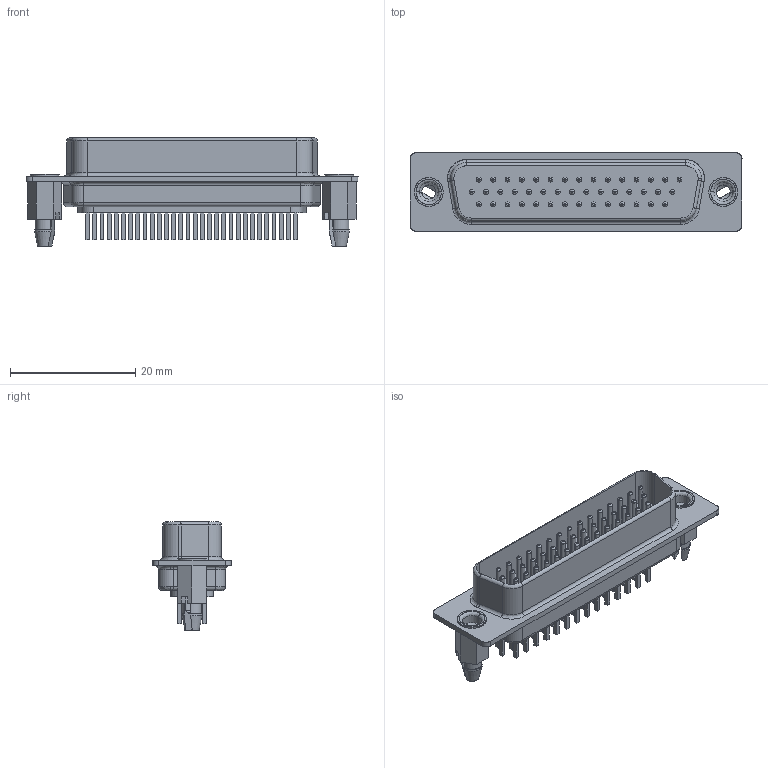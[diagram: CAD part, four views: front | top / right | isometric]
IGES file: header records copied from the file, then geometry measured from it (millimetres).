
Start section: SolidWorks IGES file using analytic representation for surfaces
Global section: file name: K86X-BD-44P-BR_rA1.IGS; native system: SolidWorks 2012; preprocessor: SolidWorks 2012; author: Daniel; date: 120820.091039; units: millimetre
Bounding box: 53.04 x 12.55 x 17.3 mm (x, y, z)
Surface area: 4328.2 mm2 (no closed solid volume)
Topology: 0 solids, 0 shells, 601 faces, 4572 edges, 4572 vertices
Faces by surface type: bspline 435, revolution 166
